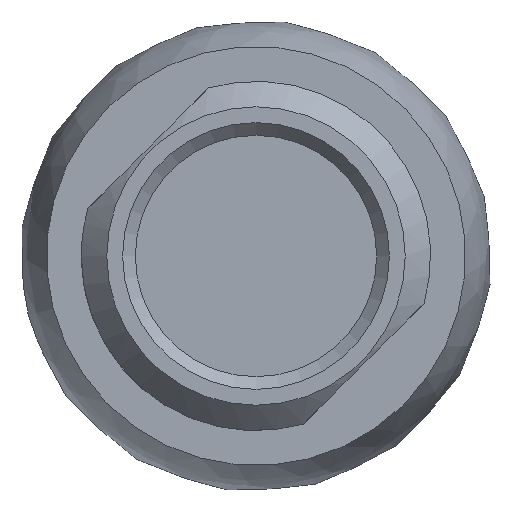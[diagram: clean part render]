
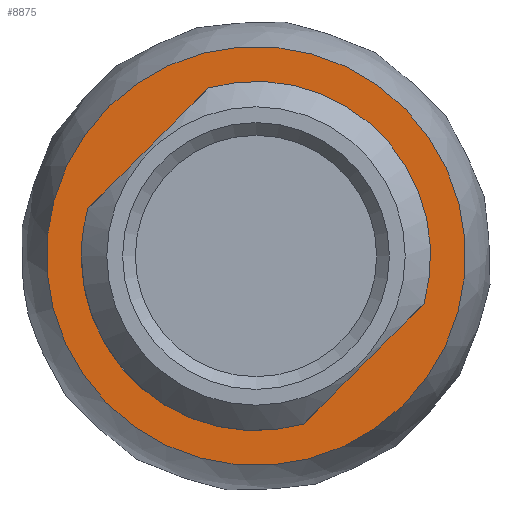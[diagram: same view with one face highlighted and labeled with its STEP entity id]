
A CAD part, left-side view. The second image highlights one B-rep face of the part: STEP entity #8875.
In plain terms, the highlighted planar face has unit normal (-1, 0, 0).
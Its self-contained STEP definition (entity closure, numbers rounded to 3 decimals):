
#297=FACE_BOUND('',#1026,.T.);
#370=PLANE('',#9405);
#527=FACE_OUTER_BOUND('',#1025,.T.);
#1025=EDGE_LOOP('',(#5656));
#1026=EDGE_LOOP('',(#5657,#5658,#5659,#5660));
#2261=CIRCLE('',#9397,13.75);
#2264=CIRCLE('',#9401,13.75);
#2267=CIRCLE('',#9406,16.5);
#2393=LINE('',#11026,#2898);
#2394=LINE('',#11027,#2899);
#2898=VECTOR('',#9777,10.);
#2899=VECTOR('',#9778,10.);
#3402=VERTEX_POINT('',#10994);
#3403=VERTEX_POINT('',#10995);
#3407=VERTEX_POINT('',#11005);
#3408=VERTEX_POINT('',#11006);
#3412=VERTEX_POINT('',#11024);
#4295=EDGE_CURVE('',#3402,#3403,#2261,.T.);
#4300=EDGE_CURVE('',#3407,#3408,#2264,.T.);
#4308=EDGE_CURVE('',#3412,#3412,#2267,.T.);
#4309=EDGE_CURVE('',#3407,#3403,#2393,.T.);
#4310=EDGE_CURVE('',#3402,#3408,#2394,.T.);
#5656=ORIENTED_EDGE('',*,*,#4308,.T.);
#5657=ORIENTED_EDGE('',*,*,#4309,.T.);
#5658=ORIENTED_EDGE('',*,*,#4295,.F.);
#5659=ORIENTED_EDGE('',*,*,#4310,.T.);
#5660=ORIENTED_EDGE('',*,*,#4300,.F.);
#8875=ADVANCED_FACE('',(#527,#297),#370,.F.);
#9397=AXIS2_PLACEMENT_3D('',#10996,#9752,#9753);
#9401=AXIS2_PLACEMENT_3D('',#11007,#9762,#9763);
#9405=AXIS2_PLACEMENT_3D('',#11023,#9773,#9774);
#9406=AXIS2_PLACEMENT_3D('',#11025,#9775,#9776);
#9752=DIRECTION('center_axis',(-1.,0.,0.));
#9753=DIRECTION('ref_axis',(0.,1.,0.));
#9762=DIRECTION('center_axis',(-1.,0.,0.));
#9763=DIRECTION('ref_axis',(0.,1.,0.));
#9773=DIRECTION('center_axis',(1.,0.,0.));
#9774=DIRECTION('ref_axis',(0.,0.,-1.));
#9775=DIRECTION('center_axis',(-1.,0.,0.));
#9776=DIRECTION('ref_axis',(0.,0.251,0.968));
#9777=DIRECTION('',(0.,0.707,-0.707));
#9778=DIRECTION('',(0.,-0.707,0.707));
#10994=CARTESIAN_POINT('',(5.,13.232,3.739));
#10995=CARTESIAN_POINT('',(5.,-3.739,-13.232));
#10996=CARTESIAN_POINT('Origin',(5.,0.,0.));
#11005=CARTESIAN_POINT('',(5.,-13.232,-3.739));
#11006=CARTESIAN_POINT('',(5.,3.739,13.232));
#11007=CARTESIAN_POINT('Origin',(5.,0.,0.));
#11023=CARTESIAN_POINT('Origin',(5.,-8.863,-8.863));
#11024=CARTESIAN_POINT('',(5.,15.97,-4.147));
#11025=CARTESIAN_POINT('Origin',(5.,0.,
0.));
#11026=CARTESIAN_POINT('',(5.,-13.232,-3.739));
#11027=CARTESIAN_POINT('',(5.,13.232,3.739));
